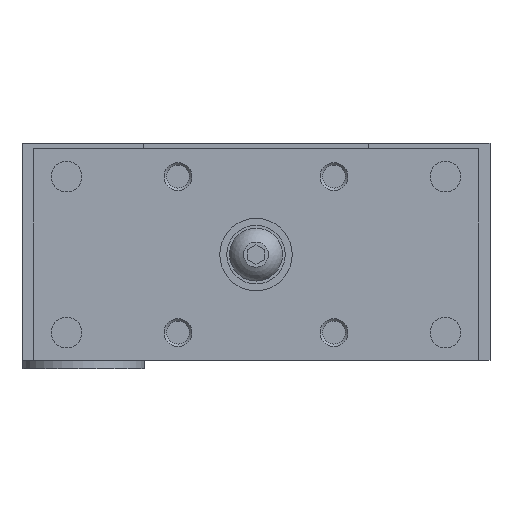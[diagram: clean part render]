
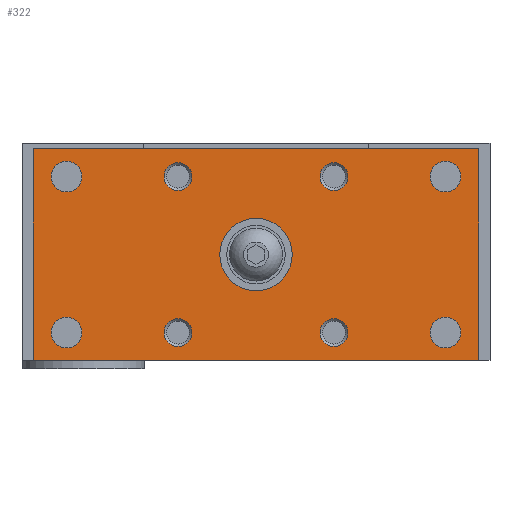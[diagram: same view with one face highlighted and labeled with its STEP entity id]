
A CAD part, left-side view. The second image highlights one B-rep face of the part: STEP entity #322.
In plain terms, the highlighted planar face has unit normal (-1, 0, 0).
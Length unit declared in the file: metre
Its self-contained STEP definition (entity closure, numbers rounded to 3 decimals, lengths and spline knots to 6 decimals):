
#322 = ADVANCED_FACE( '', ( #853, #854, #855, #856, #857, #858, #859, #860, #861, #862 ), #863, .F. );
#853 = FACE_BOUND( '', #1724, .T. );
#854 = FACE_BOUND( '', #1725, .T. );
#855 = FACE_BOUND( '', #1726, .T. );
#856 = FACE_BOUND( '', #1727, .T. );
#857 = FACE_BOUND( '', #1728, .T. );
#858 = FACE_BOUND( '', #1729, .T. );
#859 = FACE_BOUND( '', #1730, .T. );
#860 = FACE_BOUND( '', #1731, .T. );
#861 = FACE_BOUND( '', #1732, .T. );
#862 = FACE_OUTER_BOUND( '', #1733, .T. );
#863 = PLANE( '', #1734 );
#1724 = EDGE_LOOP( '', ( #2705 ) );
#1725 = EDGE_LOOP( '', ( #2706 ) );
#1726 = EDGE_LOOP( '', ( #2707 ) );
#1727 = EDGE_LOOP( '', ( #2708 ) );
#1728 = EDGE_LOOP( '', ( #2709 ) );
#1729 = EDGE_LOOP( '', ( #2710 ) );
#1730 = EDGE_LOOP( '', ( #2711 ) );
#1731 = EDGE_LOOP( '', ( #2712 ) );
#1732 = EDGE_LOOP( '', ( #2713 ) );
#1733 = EDGE_LOOP( '', ( #2714, #2715, #2716, #2717 ) );
#1734 = AXIS2_PLACEMENT_3D( '', #2718, #2719, #2720 );
#2705 = ORIENTED_EDGE( '', *, *, #4147, .T. );
#2706 = ORIENTED_EDGE( '', *, *, #4165, .T. );
#2707 = ORIENTED_EDGE( '', *, *, #4166, .T. );
#2708 = ORIENTED_EDGE( '', *, *, #4167, .T. );
#2709 = ORIENTED_EDGE( '', *, *, #4168, .T. );
#2710 = ORIENTED_EDGE( '', *, *, #4169, .T. );
#2711 = ORIENTED_EDGE( '', *, *, #4170, .F. );
#2712 = ORIENTED_EDGE( '', *, *, #4171, .F. );
#2713 = ORIENTED_EDGE( '', *, *, #4105, .T. );
#2714 = ORIENTED_EDGE( '', *, *, #4172, .T. );
#2715 = ORIENTED_EDGE( '', *, *, #4173, .T. );
#2716 = ORIENTED_EDGE( '', *, *, #4174, .T. );
#2717 = ORIENTED_EDGE( '', *, *, #4175, .T. );
#2718 = CARTESIAN_POINT( '', ( -0.015, 0.04, -0.001 ) );
#2719 = DIRECTION( '', ( 1., 0., 0. ) );
#2720 = DIRECTION( '', ( 0., 0., 1. ) );
#4105 = EDGE_CURVE( '', #4748, #4748, #4749, .T. );
#4147 = EDGE_CURVE( '', #4817, #4817, #4818, .T. );
#4165 = EDGE_CURVE( '', #4846, #4846, #4847, .T. );
#4166 = EDGE_CURVE( '', #4848, #4848, #4849, .T. );
#4167 = EDGE_CURVE( '', #4850, #4850, #4851, .T. );
#4168 = EDGE_CURVE( '', #4852, #4852, #4853, .T. );
#4169 = EDGE_CURVE( '', #4854, #4854, #4855, .T. );
#4170 = EDGE_CURVE( '', #4856, #4856, #4857, .T. );
#4171 = EDGE_CURVE( '', #4858, #4858, #4859, .T. );
#4172 = EDGE_CURVE( '', #4860, #4861, #4862, .T. );
#4173 = EDGE_CURVE( '', #4861, #4863, #4864, .T. );
#4174 = EDGE_CURVE( '', #4863, #4865, #4866, .T. );
#4175 = EDGE_CURVE( '', #4865, #4860, #4867, .T. );
#4748 = VERTEX_POINT( '', #5629 );
#4749 = CIRCLE( '', #5630, 0.0025 );
#4817 = VERTEX_POINT( '', #5710 );
#4818 = CIRCLE( '', #5711, 0.0065 );
#4846 = VERTEX_POINT( '', #5742 );
#4847 = CIRCLE( '', #5743, 0.00275 );
#4848 = VERTEX_POINT( '', #5744 );
#4849 = CIRCLE( '', #5745, 0.00275 );
#4850 = VERTEX_POINT( '', #5746 );
#4851 = CIRCLE( '', #5747, 0.00275 );
#4852 = VERTEX_POINT( '', #5748 );
#4853 = CIRCLE( '', #5749, 0.00275 );
#4854 = VERTEX_POINT( '', #5750 );
#4855 = CIRCLE( '', #5751, 0.0025 );
#4856 = VERTEX_POINT( '', #5752 );
#4857 = CIRCLE( '', #5753, 0.0025 );
#4858 = VERTEX_POINT( '', #5754 );
#4859 = CIRCLE( '', #5755, 0.0025 );
#4860 = VERTEX_POINT( '', #5756 );
#4861 = VERTEX_POINT( '', #5757 );
#4862 = LINE( '', #5758, #5759 );
#4863 = VERTEX_POINT( '', #5760 );
#4864 = LINE( '', #5761, #5762 );
#4865 = VERTEX_POINT( '', #5763 );
#4866 = LINE( '', #5764, #5765 );
#4867 = LINE( '', #5766, #5767 );
#5629 = CARTESIAN_POINT( '', ( -0.015, -0.0115, -0.034 ) );
#5630 = AXIS2_PLACEMENT_3D( '', #6766, #6767, #6768 );
#5710 = CARTESIAN_POINT( '', ( -0.015, 0.0065, -0.02 ) );
#5711 = AXIS2_PLACEMENT_3D( '', #6832, #6833, #6834 );
#5742 = CARTESIAN_POINT( '', ( -0.015, 0.03675, -0.006 ) );
#5743 = AXIS2_PLACEMENT_3D( '', #6862, #6863, #6864 );
#5744 = CARTESIAN_POINT( '', ( -0.015, -0.03125, -0.006 ) );
#5745 = AXIS2_PLACEMENT_3D( '', #6865, #6866, #6867 );
#5746 = CARTESIAN_POINT( '', ( -0.015, 0.03675, -0.034 ) );
#5747 = AXIS2_PLACEMENT_3D( '', #6868, #6869, #6870 );
#5748 = CARTESIAN_POINT( '', ( -0.015, -0.03125, -0.034 ) );
#5749 = AXIS2_PLACEMENT_3D( '', #6871, #6872, #6873 );
#5750 = CARTESIAN_POINT( '', ( -0.015, 0.0115, -0.006 ) );
#5751 = AXIS2_PLACEMENT_3D( '', #6874, #6875, #6876 );
#5752 = CARTESIAN_POINT( '', ( -0.015, -0.0115, -0.006 ) );
#5753 = AXIS2_PLACEMENT_3D( '', #6877, #6878, #6879 );
#5754 = CARTESIAN_POINT( '', ( -0.015, 0.0115, -0.034 ) );
#5755 = AXIS2_PLACEMENT_3D( '', #6880, #6881, #6882 );
#5756 = CARTESIAN_POINT( '', ( -0.015, 0.04, -0.001 ) );
#5757 = CARTESIAN_POINT( '', ( -0.015, 0.04, -0.039 ) );
#5758 = CARTESIAN_POINT( '', ( -0.015, 0.04, -0.001 ) );
#5759 = VECTOR( '', #6883, 1. );
#5760 = CARTESIAN_POINT( '', ( -0.015, -0.04, -0.039 ) );
#5761 = CARTESIAN_POINT( '', ( -0.015, 0.04, -0.039 ) );
#5762 = VECTOR( '', #6884, 1. );
#5763 = CARTESIAN_POINT( '', ( -0.015, -0.04, -0.001 ) );
#5764 = CARTESIAN_POINT( '', ( -0.015, -0.04, -0.039 ) );
#5765 = VECTOR( '', #6885, 1. );
#5766 = CARTESIAN_POINT( '', ( -0.015, -0.04, -0.001 ) );
#5767 = VECTOR( '', #6886, 1. );
#6766 = CARTESIAN_POINT( '', ( -0.015, -0.014, -0.034 ) );
#6767 = DIRECTION( '', ( 1., 0., 0. ) );
#6768 = DIRECTION( '', ( 0., 1., 0. ) );
#6832 = CARTESIAN_POINT( '', ( -0.015, 0., -0.02 ) );
#6833 = DIRECTION( '', ( 1., 0., 0. ) );
#6834 = DIRECTION( '', ( 0., 1., 0. ) );
#6862 = CARTESIAN_POINT( '', ( -0.015, 0.034, -0.006 ) );
#6863 = DIRECTION( '', ( 1., 0., 0. ) );
#6864 = DIRECTION( '', ( 0., 1., 0. ) );
#6865 = CARTESIAN_POINT( '', ( -0.015, -0.034, -0.006 ) );
#6866 = DIRECTION( '', ( 1., 0., 0. ) );
#6867 = DIRECTION( '', ( 0., 1., 0. ) );
#6868 = CARTESIAN_POINT( '', ( -0.015, 0.034, -0.034 ) );
#6869 = DIRECTION( '', ( 1., 0., 0. ) );
#6870 = DIRECTION( '', ( 0., 1., 0. ) );
#6871 = CARTESIAN_POINT( '', ( -0.015, -0.034, -0.034 ) );
#6872 = DIRECTION( '', ( 1., 0., 0. ) );
#6873 = DIRECTION( '', ( 0., 1., 0. ) );
#6874 = CARTESIAN_POINT( '', ( -0.015, 0.014, -0.006 ) );
#6875 = DIRECTION( '', ( 1., 0., 0. ) );
#6876 = DIRECTION( '', ( 0., -1., 0. ) );
#6877 = CARTESIAN_POINT( '', ( -0.015, -0.014, -0.006 ) );
#6878 = DIRECTION( '', ( -1., 0., 0. ) );
#6879 = DIRECTION( '', ( 0., 1., 0. ) );
#6880 = CARTESIAN_POINT( '', ( -0.015, 0.014, -0.034 ) );
#6881 = DIRECTION( '', ( -1., 0., 0. ) );
#6882 = DIRECTION( '', ( 0., -1., 0. ) );
#6883 = DIRECTION( '', ( 0., 0., -1. ) );
#6884 = DIRECTION( '', ( 0., -1., 0. ) );
#6885 = DIRECTION( '', ( 0., 0., 1. ) );
#6886 = DIRECTION( '', ( 0., 1., 0. ) );
